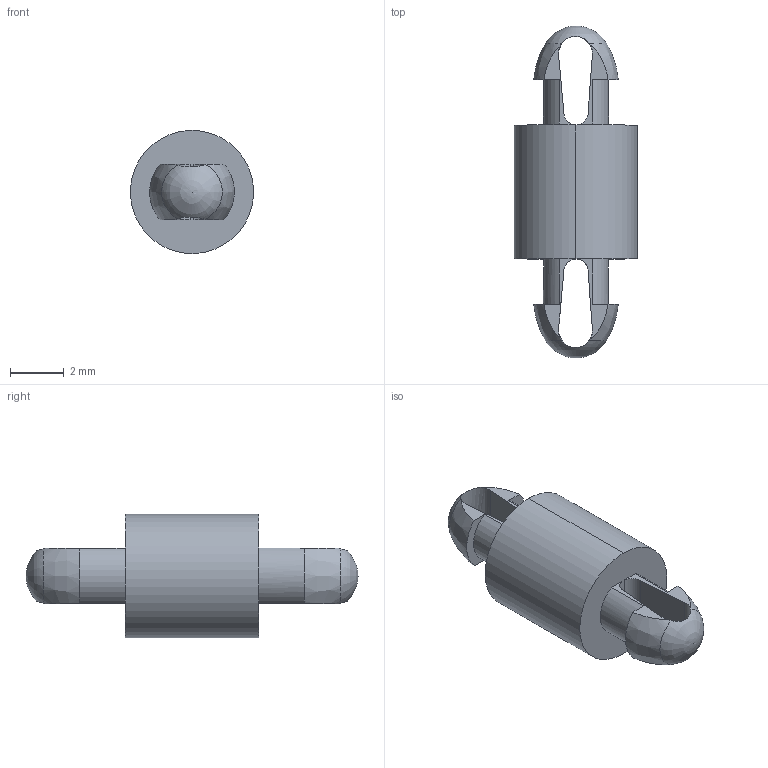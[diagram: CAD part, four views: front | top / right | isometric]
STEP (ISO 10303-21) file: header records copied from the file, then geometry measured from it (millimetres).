
FILE_DESCRIPTION( ( 'STEP AP214' ), '1' );
FILE_NAME( 'psolqas06470256236.stp', ' ', ( ' ' ), ( ' ' ), 'PSStep 15.0.47', 'PARTsolutions', ' ' );
FILE_SCHEMA( ( 'AUTOMOTIVE_DESIGN { 1 0 10303 214 1 1 1 1 }' ) );
Length unit declared in the file: metre
Products named in the file (1): 1
Bounding box: 4.6 x 12.4 x 4.6 mm (x, y, z)
Volume: 101.1 mm3; surface area: 179.2 mm2
Topology: 1 solids, 1 shells, 36 faces, 118 edges, 82 vertices
Faces by surface type: bspline 22, revolution 14
Entity records: 1621 total; most frequent: CARTESIAN_POINT 900, ORIENTED_EDGE 228, EDGE_CURVE 114, B_SPLINE_CURVE_WITH_KNOTS 95, VERTEX_POINT 82, EDGE_LOOP 40, ADVANCED_FACE 36, FACE_OUTER_BOUND 36
